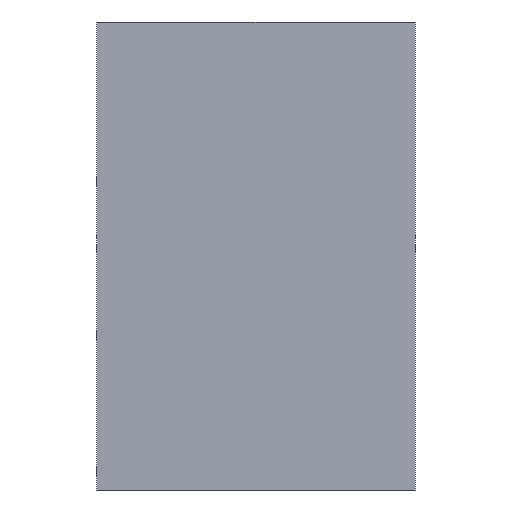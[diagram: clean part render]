
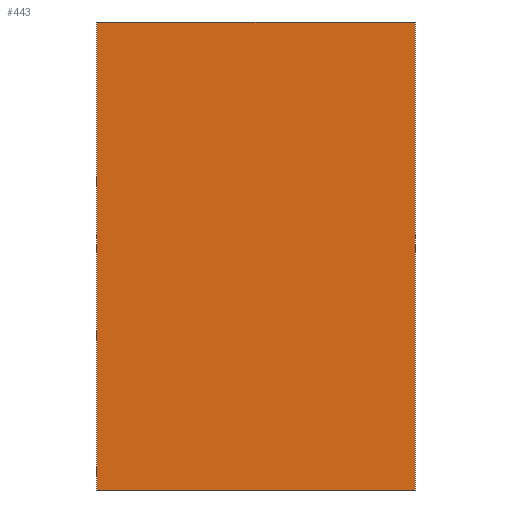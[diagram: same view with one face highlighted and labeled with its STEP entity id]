
A CAD part, front view. The second image highlights one B-rep face of the part: STEP entity #443.
In plain terms, the highlighted planar face has unit normal (0, -1, 0).
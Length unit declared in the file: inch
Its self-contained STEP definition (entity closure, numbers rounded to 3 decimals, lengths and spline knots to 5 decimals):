
#64=PLANE('',#498);
#87=FACE_OUTER_BOUND('',#116,.T.);
#116=EDGE_LOOP('',(#410,#411,#412,#413));
#131=LINE('',#723,#174);
#154=LINE('',#784,#197);
#157=LINE('',#788,#200);
#159=LINE('',#793,#202);
#174=VECTOR('',#533,0.3937);
#197=VECTOR('',#594,0.3937);
#200=VECTOR('',#599,0.3937);
#202=VECTOR('',#607,0.3937);
#207=VERTEX_POINT('',#612);
#217=VERTEX_POINT('',#685);
#241=VERTEX_POINT('',#782);
#242=VERTEX_POINT('',#783);
#264=EDGE_CURVE('',#217,#207,#131,.T.);
#294=EDGE_CURVE('',#241,#242,#154,.T.);
#297=EDGE_CURVE('',#217,#241,#157,.T.);
#299=EDGE_CURVE('',#242,#207,#159,.T.);
#410=ORIENTED_EDGE('',*,*,#264,.T.);
#411=ORIENTED_EDGE('',*,*,#299,.F.);
#412=ORIENTED_EDGE('',*,*,#294,.F.);
#413=ORIENTED_EDGE('',*,*,#297,.F.);
#443=ADVANCED_FACE('',(#87),#64,.F.);
#498=AXIS2_PLACEMENT_3D('',#794,#608,#609);
#533=DIRECTION('',(-1.,0.,0.));
#594=DIRECTION('',(-1.,0.,0.));
#599=DIRECTION('',(0.,0.,-1.));
#607=DIRECTION('',(0.,0.,1.));
#608=DIRECTION('center_axis',(0.,1.,0.));
#609=DIRECTION('ref_axis',(0.,0.,1.));
#612=CARTESIAN_POINT('',(-4.14,0.,-1.91744));
#685=CARTESIAN_POINT('',(0.,0.,-1.91744));
#723=CARTESIAN_POINT('',(-3.105,0.,-1.91744));
#782=CARTESIAN_POINT('',(0.,0.,-8.));
#783=CARTESIAN_POINT('',(-4.14,0.,-8.));
#784=CARTESIAN_POINT('',(0.,0.,-8.));
#788=CARTESIAN_POINT('',(0.,0.,0.));
#793=CARTESIAN_POINT('',(-4.14,0.,-8.));
#794=CARTESIAN_POINT('Origin',(-2.07,0.,-4.));
